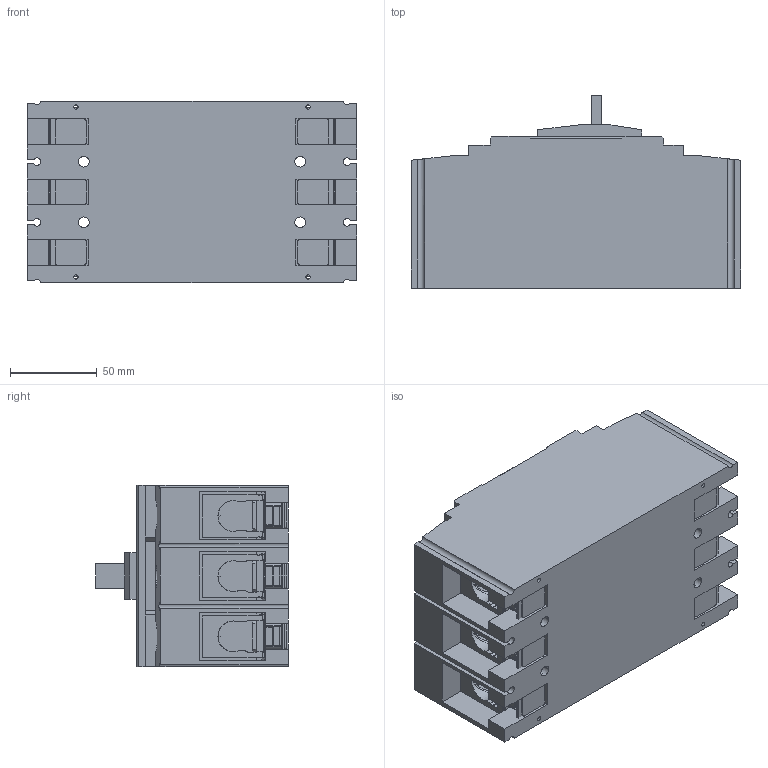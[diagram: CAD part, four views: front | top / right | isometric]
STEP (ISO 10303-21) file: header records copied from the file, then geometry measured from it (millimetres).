
FILE_DESCRIPTION(/* description */ (''),/* implementation_level */ '2;1');
FILE_NAME(/* name */ 'FILE_STP_CAD_DRAWING_3D_P5ME3PH0250UL_prt.stp',/* time_stamp */ '2025-04-04T10:41:12+02:00',/* author */ (''),/* organization */ (''),/* preprocessor_version */ 'ST-DEVELOPER v16.7',/* originating_system */ 'SIEMENS PLM Software NX 12.0',/* authorisation */ '');
FILE_SCHEMA (('AUTOMOTIVE_DESIGN { 1 0 10303 214 3 1 1 1 }'));
Length unit declared in the file: millimetre
Products named in the file (1): 3D_P5ME3PH0250UL
Bounding box: 190 x 111.2 x 105 mm (x, y, z)
Surface area: 169521.2 mm2 (no closed solid volume)
Topology: 0 solids, 58 shells, 748 faces, 3031 edges, 2273 vertices
Faces by surface type: plane 378, cylinder 246, cone 48, bspline 30, sphere 24, torus 22
Entity records: 34739 total; most frequent: CARTESIAN_POINT 9493, DIRECTION 5332, ORIENTED_EDGE 4380, EDGE_CURVE 3007, VERTEX_POINT 2272, AXIS2_PLACEMENT_3D 1821, LINE 1690, VECTOR 1690
